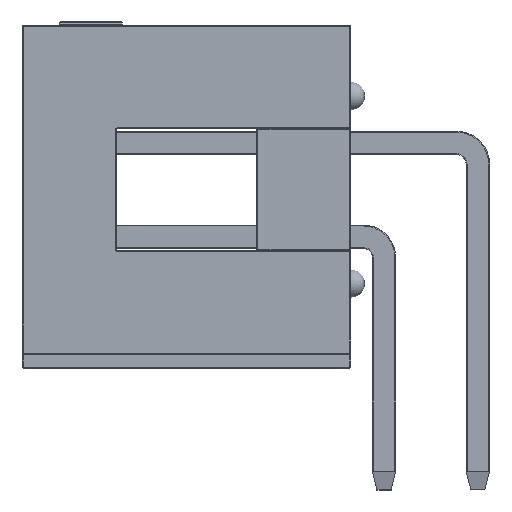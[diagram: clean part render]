
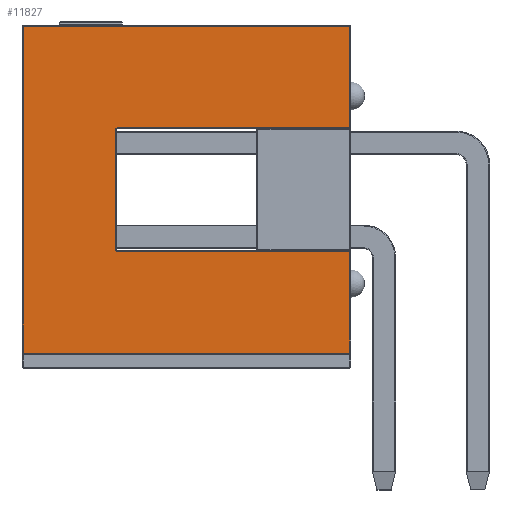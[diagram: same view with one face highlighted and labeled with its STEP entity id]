
A CAD part, front view. The second image highlights one B-rep face of the part: STEP entity #11827.
In plain terms, the highlighted face is planar.
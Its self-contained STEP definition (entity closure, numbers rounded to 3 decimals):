
#707=PLANE('',#12875);
#1324=FACE_OUTER_BOUND('',#2039,.T.);
#2039=EDGE_LOOP('',(#9492,#9493,#9494,#9495,#9496,#9497,#9498,#9499,#9500,
#9501));
#2684=CIRCLE('',#12694,0.051);
#2718=CIRCLE('',#12743,0.051);
#2933=LINE('',#17843,#4158);
#2936=LINE('',#17882,#4161);
#2941=LINE('',#17910,#4166);
#2946=LINE('',#17932,#4171);
#2952=LINE('',#17962,#4177);
#2955=LINE('',#17966,#4180);
#2959=LINE('',#17972,#4184);
#3000=LINE('',#18034,#4225);
#4158=VECTOR('',#14333,10.);
#4161=VECTOR('',#14378,10.);
#4166=VECTOR('',#14411,10.);
#4171=VECTOR('',#14438,10.);
#4177=VECTOR('',#14474,10.);
#4180=VECTOR('',#14479,10.);
#4184=VECTOR('',#14487,10.);
#4225=VECTOR('',#14570,10.);
#5531=VERTEX_POINT('',#17595);
#5563=VERTEX_POINT('',#17779);
#5564=VERTEX_POINT('',#17781);
#5585=VERTEX_POINT('',#17838);
#5597=VERTEX_POINT('',#17873);
#5598=VERTEX_POINT('',#17874);
#5609=VERTEX_POINT('',#17905);
#5613=VERTEX_POINT('',#17925);
#5619=VERTEX_POINT('',#17945);
#5623=VERTEX_POINT('',#17953);
#6765=EDGE_CURVE('',#5563,#5564,#2684,.T.);
#6795=EDGE_CURVE('',#5531,#5585,#2933,.T.);
#6809=EDGE_CURVE('',#5597,#5598,#2718,.T.);
#6813=EDGE_CURVE('',#5598,#5563,#2936,.T.);
#6827=EDGE_CURVE('',#5585,#5609,#2941,.T.);
#6838=EDGE_CURVE('',#5613,#5597,#2946,.T.);
#6853=EDGE_CURVE('',#5619,#5623,#2952,.T.);
#6856=EDGE_CURVE('',#5623,#5613,#2955,.T.);
#6860=EDGE_CURVE('',#5609,#5619,#2959,.T.);
#6901=EDGE_CURVE('',#5564,#5531,#3000,.T.);
#9492=ORIENTED_EDGE('',*,*,#6853,.F.);
#9493=ORIENTED_EDGE('',*,*,#6860,.F.);
#9494=ORIENTED_EDGE('',*,*,#6827,.F.);
#9495=ORIENTED_EDGE('',*,*,#6795,.F.);
#9496=ORIENTED_EDGE('',*,*,#6901,.F.);
#9497=ORIENTED_EDGE('',*,*,#6765,.F.);
#9498=ORIENTED_EDGE('',*,*,#6813,.F.);
#9499=ORIENTED_EDGE('',*,*,#6809,.F.);
#9500=ORIENTED_EDGE('',*,*,#6838,.F.);
#9501=ORIENTED_EDGE('',*,*,#6856,.F.);
#11827=ADVANCED_FACE('',(#1324),#707,.T.);
#12694=AXIS2_PLACEMENT_3D('',#17782,#14260,#14261);
#12743=AXIS2_PLACEMENT_3D('',#17875,#14368,#14369);
#12875=AXIS2_PLACEMENT_3D('',#18625,#14998,#14999);
#14260=DIRECTION('center_axis',(1.,0.,0.));
#14261=DIRECTION('ref_axis',(0.,-0.707,0.707));
#14333=DIRECTION('',(0.,-1.,0.));
#14368=DIRECTION('center_axis',(1.,0.,0.));
#14369=DIRECTION('ref_axis',(0.,0.707,0.707));
#14378=DIRECTION('',(0.,-1.,0.));
#14411=DIRECTION('',(0.,0.,1.));
#14438=DIRECTION('',(0.,0.,1.));
#14474=DIRECTION('',(0.,0.,-1.));
#14479=DIRECTION('',(0.,-1.,0.));
#14487=DIRECTION('',(0.,1.,0.));
#14570=DIRECTION('',(0.,0.,-1.));
#14998=DIRECTION('center_axis',(1.,0.,0.));
#14999=DIRECTION('ref_axis',(0.,1.,0.));
#17595=CARTESIAN_POINT('',(37.465,-1.676,0.025));
#17779=CARTESIAN_POINT('',(37.465,-1.626,6.375));
#17781=CARTESIAN_POINT('',(37.465,-1.676,6.325));
#17782=CARTESIAN_POINT('Origin',(37.465,-1.626,6.325));
#17838=CARTESIAN_POINT('',(37.465,-4.42,0.025));
#17843=CARTESIAN_POINT('',(37.465,-2.223,0.025));
#17873=CARTESIAN_POINT('',(37.465,1.676,6.325));
#17874=CARTESIAN_POINT('',(37.465,1.626,6.375));
#17875=CARTESIAN_POINT('Origin',(37.465,1.626,6.325));
#17882=CARTESIAN_POINT('',(37.465,-3.048,6.375));
#17905=CARTESIAN_POINT('',(37.465,-4.42,8.865));
#17910=CARTESIAN_POINT('',(37.465,-4.42,0.));
#17925=CARTESIAN_POINT('',(37.465,1.676,0.025));
#17932=CARTESIAN_POINT('',(37.465,1.676,3.175));
#17945=CARTESIAN_POINT('',(37.465,4.42,8.865));
#17953=CARTESIAN_POINT('',(37.465,4.42,0.025));
#17962=CARTESIAN_POINT('',(37.465,4.42,0.));
#17966=CARTESIAN_POINT('',(37.465,-2.223,0.025));
#17972=CARTESIAN_POINT('',(37.465,-2.223,8.865));
#18034=CARTESIAN_POINT('',(37.465,-1.676,0.));
#18625=CARTESIAN_POINT('Origin',(37.465,-4.445,0.));
